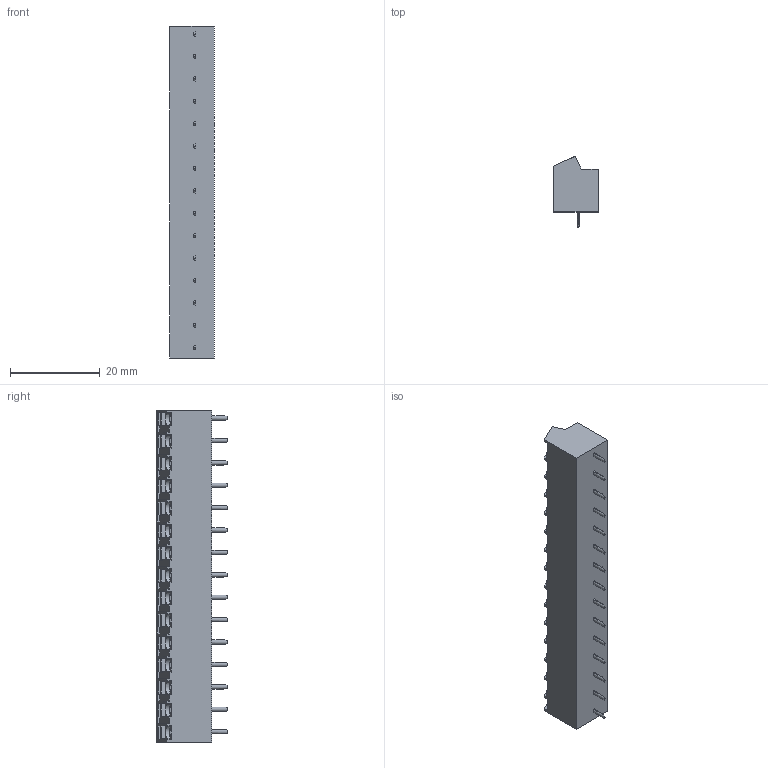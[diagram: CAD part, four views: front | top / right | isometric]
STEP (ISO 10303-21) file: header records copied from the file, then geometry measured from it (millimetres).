
FILE_DESCRIPTION((''),'2;1');
FILE_NAME('PRT0007','2024-09-25T',('sj'),(''),'PRO/ENGINEER BY PARAMETRIC TECHNOLOGY CORPORATION, 2013240','PRO/ENGINEER BY PARAMETRIC TECHNOLOGY CORPORATION, 2013240','');
FILE_SCHEMA(('AUTOMOTIVE_DESIGN_CC2 { 1 2 10303 214 -1 1 5 2 }'));
Length unit declared in the file: millimetre
Products named in the file (1): PRT0007
Bounding box: 10 x 15.9 x 74.1 mm (x, y, z)
Volume: 7406.5 mm3; surface area: 4313.5 mm2
Topology: 1 solids, 1 shells, 681 faces, 1812 edges, 1178 vertices
Faces by surface type: plane 471, cylinder 150, cone 60
Entity records: 21368 total; most frequent: CARTESIAN_POINT 4478, ORIENTED_EDGE 3624, DIRECTION 3309, EDGE_CURVE 1812, VECTOR 1317, LINE 1317, VERTEX_POINT 1178, AXIS2_PLACEMENT_3D 996
